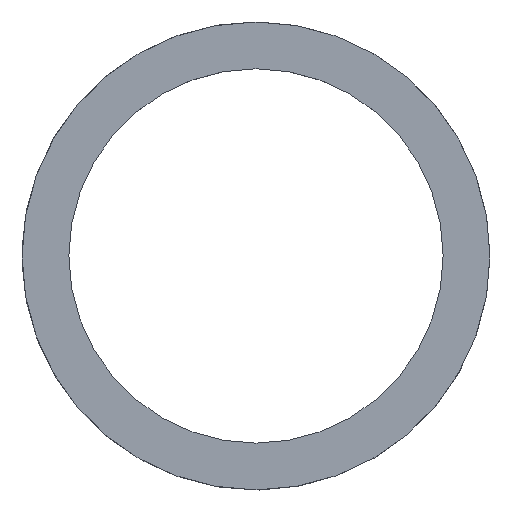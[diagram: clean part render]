
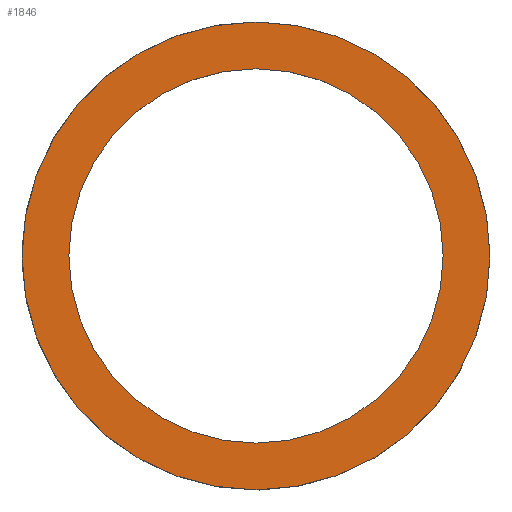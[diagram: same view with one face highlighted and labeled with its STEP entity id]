
A CAD part, top view. The second image highlights one B-rep face of the part: STEP entity #1846.
In plain terms, the highlighted face is planar.
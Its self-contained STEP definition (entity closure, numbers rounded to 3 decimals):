
#27=FACE_BOUND('',#612,.T.);
#502=FACE_OUTER_BOUND('',#611,.T.);
#611=EDGE_LOOP('',(#1328));
#612=EDGE_LOOP('',(#1329));
#727=CIRCLE('',#1989,130.);
#729=CIRCLE('',#1992,162.5);
#830=VERTEX_POINT('',#2941);
#832=VERTEX_POINT('',#2947);
#1023=EDGE_CURVE('',#830,#830,#727,.F.);
#1026=EDGE_CURVE('',#832,#832,#729,.T.);
#1328=ORIENTED_EDGE('',*,*,#1026,.T.);
#1329=ORIENTED_EDGE('',*,*,#1023,.T.);
#1767=PLANE('',#1991);
#1846=ADVANCED_FACE('',(#502,#27),#1767,.F.);
#1989=AXIS2_PLACEMENT_3D('',#2942,#2244,#2245);
#1991=AXIS2_PLACEMENT_3D('',#2946,#2249,#2250);
#1992=AXIS2_PLACEMENT_3D('',#2948,#2251,#2252);
#2244=DIRECTION('center_axis',(0.,0.,-1.));
#2245=DIRECTION('ref_axis',(1.,0.,0.));
#2249=DIRECTION('center_axis',(0.,0.,1.));
#2250=DIRECTION('ref_axis',(1.,0.,0.));
#2251=DIRECTION('center_axis',(0.,0.,-1.));
#2252=DIRECTION('ref_axis',(1.,0.,0.));
#2941=CARTESIAN_POINT('',(-130.,0.,-30.));
#2942=CARTESIAN_POINT('Origin',(0.,0.,-30.));
#2946=CARTESIAN_POINT('Origin',(0.,0.,-30.));
#2947=CARTESIAN_POINT('',(-162.5,0.,-30.));
#2948=CARTESIAN_POINT('Origin',(0.,0.,-30.));
